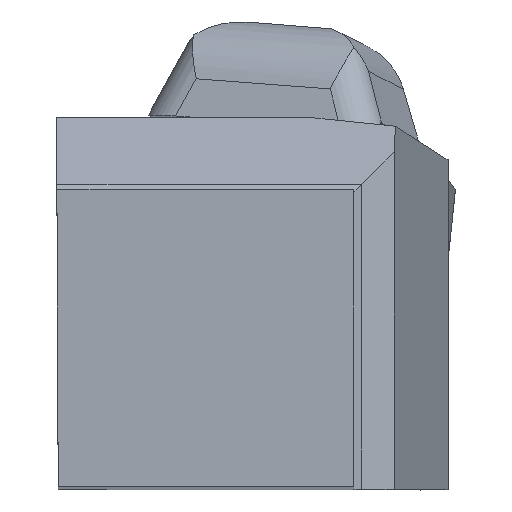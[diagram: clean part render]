
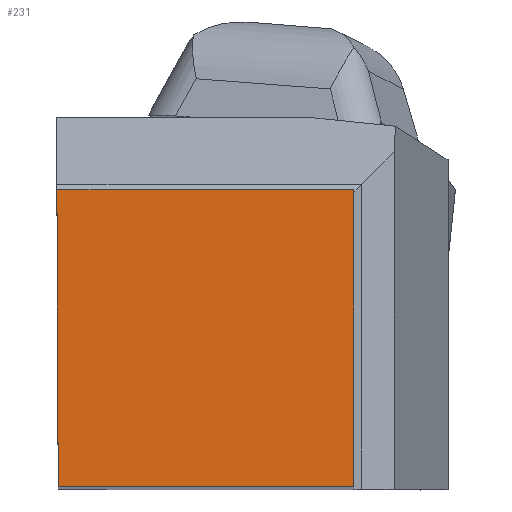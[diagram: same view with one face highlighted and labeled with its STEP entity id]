
A CAD part, top view. The second image highlights one B-rep face of the part: STEP entity #231.
In plain terms, the highlighted planar face has unit normal (0, 0, 1).
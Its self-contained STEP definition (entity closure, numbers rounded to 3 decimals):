
#155=FACE_OUTER_BOUND('',#377,.T.);
#231=ADVANCED_FACE('BLANK_BOXF006',(#155),#296,.F.);
#296=PLANE('',#1661);
#377=EDGE_LOOP('',(#630,#631,#632,#633));
#630=ORIENTED_EDGE('',*,*,#1118,.T.);
#631=ORIENTED_EDGE('',*,*,#1119,.T.);
#632=ORIENTED_EDGE('',*,*,#1114,.T.);
#633=ORIENTED_EDGE('',*,*,#1096,.T.);
#937=VERTEX_POINT('',#2406);
#938=VERTEX_POINT('',#2408);
#949=VERTEX_POINT('',#2442);
#952=VERTEX_POINT('',#2450);
#1096=EDGE_CURVE('',#938,#937,#1280,.T.);
#1114=EDGE_CURVE('',#949,#938,#1296,.T.);
#1118=EDGE_CURVE('',#937,#952,#1300,.T.);
#1119=EDGE_CURVE('',#952,#949,#1301,.T.);
#1280=LINE('',#2407,#1441);
#1296=LINE('',#2441,#1457);
#1300=LINE('',#2449,#1461);
#1301=LINE('',#2451,#1462);
#1441=VECTOR('',#1905,1.);
#1457=VECTOR('',#1935,1.);
#1461=VECTOR('',#1941,1.);
#1462=VECTOR('',#1942,1.);
#1661=AXIS2_PLACEMENT_3D('',#2452,#1943,#1944);
#1905=DIRECTION('',(1.,0.,0.));
#1935=DIRECTION('',(0.004,-1.,0.));
#1941=DIRECTION('',(0.,1.,0.));
#1942=DIRECTION('',(-1.,0.,0.));
#1943=DIRECTION('',(0.,0.,-1.));
#1944=DIRECTION('',(1.,0.,0.));
#2406=CARTESIAN_POINT('',(18.923,0.,0.));
#2407=CARTESIAN_POINT('',(-135.,0.,0.));
#2408=CARTESIAN_POINT('',(0.083,0.,0.));
#2441=CARTESIAN_POINT('',(-0.506,134.999,0.));
#2442=CARTESIAN_POINT('',(0.,18.923,0.));
#2449=CARTESIAN_POINT('',(18.923,-135.,0.));
#2450=CARTESIAN_POINT('',(18.923,18.923,0.));
#2451=CARTESIAN_POINT('',(135.,18.923,0.));
#2452=CARTESIAN_POINT('',(33.4,-5.,0.));
